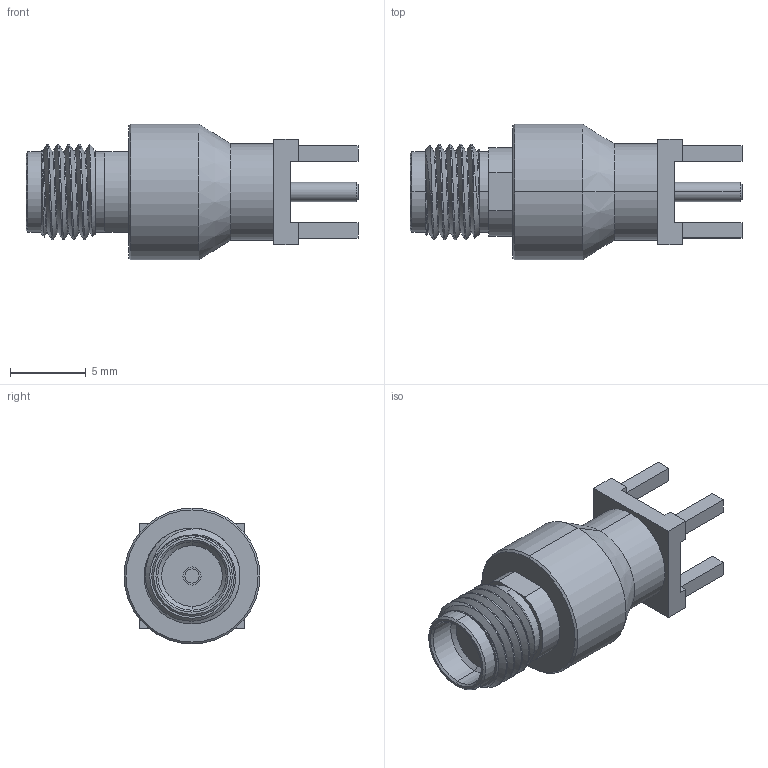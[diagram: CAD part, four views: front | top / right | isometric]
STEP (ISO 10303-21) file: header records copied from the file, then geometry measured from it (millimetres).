
FILE_DESCRIPTION (( 'STEP AP203' ), '1' );
FILE_NAME ('PE1401.step', '2018-11-29T22:30:53', ( '' ), ( '' ), 'SwSTEP 2.0', 'SolidWorks 2017', '' );
FILE_SCHEMA (( 'CONFIG_CONTROL_DESIGN' ));
Length unit declared in the file: inch
Products named in the file (1): PE1401
Bounding box: 21.98 x 9 x 9 mm (x, y, z)
Volume: 708.1 mm3; surface area: 752.6 mm2
Topology: 2 solids, 2 shells, 96 faces, 232 edges, 148 vertices
Faces by surface type: plane 44, cylinder 31, cone 18, bspline 3
Entity records: 3840 total; most frequent: CARTESIAN_POINT 1556, ORIENTED_EDGE 464, DIRECTION 448, EDGE_CURVE 232, AXIS2_PLACEMENT_3D 155, VERTEX_POINT 148, LINE 138, VECTOR 138
